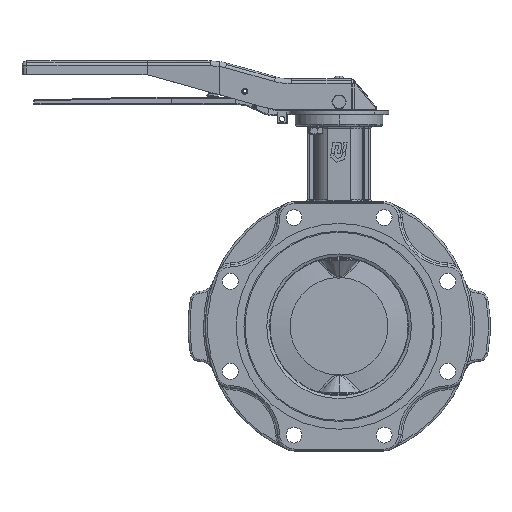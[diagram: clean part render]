
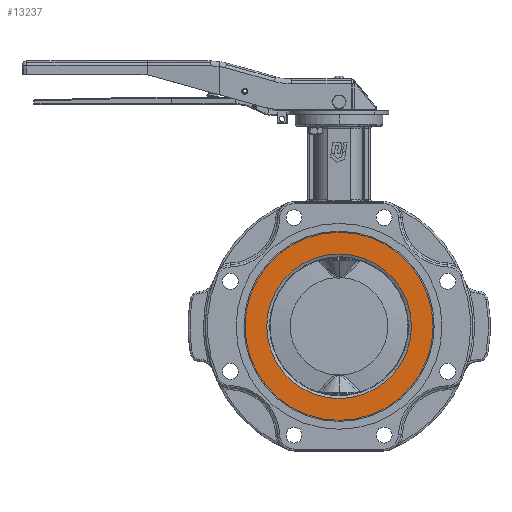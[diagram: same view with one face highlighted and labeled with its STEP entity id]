
A CAD part, left-side view. The second image highlights one B-rep face of the part: STEP entity #13237.
In plain terms, the highlighted planar face has unit normal (-1, 0, 0).
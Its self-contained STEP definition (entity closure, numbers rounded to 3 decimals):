
#7897=CARTESIAN_POINT('',(-28.1,-96.4,0.));
#7898=VERTEX_POINT('',#7897);
#7899=CARTESIAN_POINT('',(-28.1,96.4,-0.));
#7900=VERTEX_POINT('',#7899);
#7901=CARTESIAN_POINT('',(-28.1,0.,0.));
#7902=DIRECTION('',(1.,-0.,0.));
#7903=DIRECTION('',(-0.,-1.,0.));
#7904=AXIS2_PLACEMENT_3D('',#7901,#7902,#7903);
#7905=CIRCLE('',#7904,96.4);
#7906=EDGE_CURVE('NONE',#7898,#7900,#7905,.T.);
#8518=CARTESIAN_POINT('',(-28.1,74.135,-0.));
#8519=VERTEX_POINT('',#8518);
#8526=CARTESIAN_POINT('',(-28.1,-74.135,-0.));
#8527=VERTEX_POINT('',#8526);
#8528=CARTESIAN_POINT('',(-28.1,-0.,0.));
#8529=DIRECTION('',(1.,-0.,-0.));
#8530=DIRECTION('',(-0.,-1.,0.));
#8531=AXIS2_PLACEMENT_3D('',#8528,#8529,#8530);
#8532=CIRCLE('',#8531,74.135);
#8533=EDGE_CURVE('NONE',#8527,#8519,#8532,.T.);
#12842=CARTESIAN_POINT('',(-28.1,-0.,0.));
#12843=DIRECTION('',(1.,-0.,-0.));
#12844=DIRECTION('',(-0.,-1.,0.));
#12845=AXIS2_PLACEMENT_3D('',#12842,#12843,#12844);
#12846=CIRCLE('',#12845,74.135);
#12847=EDGE_CURVE('NONE',#8519,#8527,#12846,.T.);
#13180=CARTESIAN_POINT('',(-28.1,0.,0.));
#13181=DIRECTION('',(1.,-0.,0.));
#13182=DIRECTION('',(-0.,-1.,0.));
#13183=AXIS2_PLACEMENT_3D('',#13180,#13181,#13182);
#13184=CIRCLE('',#13183,96.4);
#13185=EDGE_CURVE('NONE',#7900,#7898,#13184,.T.);
#13224=CARTESIAN_POINT('',(-28.1,-85.267,0.));
#13225=DIRECTION('',(-1.,0.,0.));
#13226=DIRECTION('',(0.,0.,-1.));
#13227=AXIS2_PLACEMENT_3D('',#13224,#13225,#13226);
#13228=PLANE('',#13227);
#13229=ORIENTED_EDGE('',*,*,#7906,.F.);
#13230=ORIENTED_EDGE('',*,*,#13185,.F.);
#13231=EDGE_LOOP('',(#13229,#13230));
#13232=FACE_BOUND('',#13231,.T.);
#13233=ORIENTED_EDGE('',*,*,#8533,.T.);
#13234=ORIENTED_EDGE('',*,*,#12847,.T.);
#13235=EDGE_LOOP('',(#13233,#13234));
#13236=FACE_BOUND('',#13235,.T.);
#13237=ADVANCED_FACE('NONE',(#13232,#13236),#13228,.T.);
